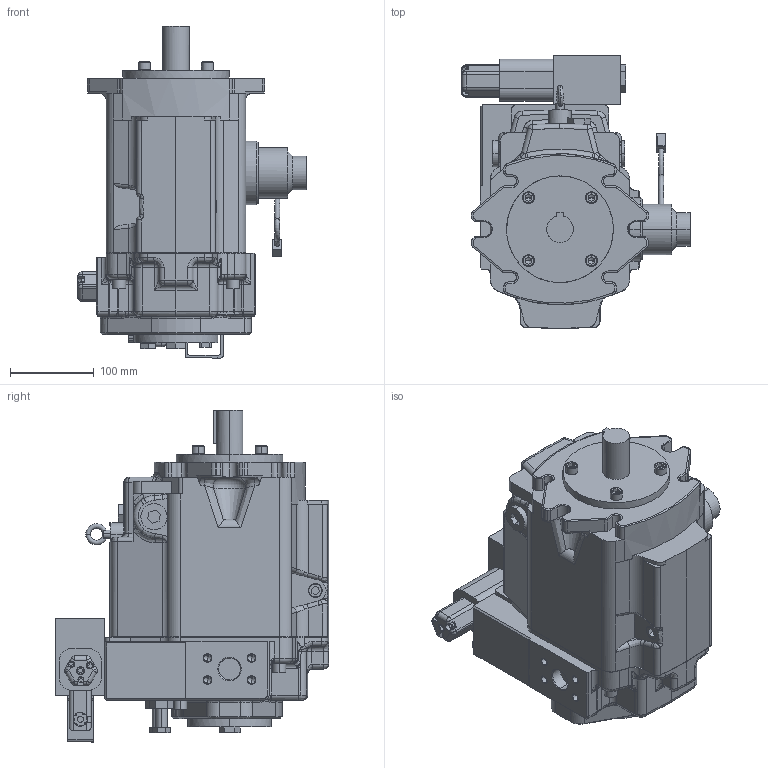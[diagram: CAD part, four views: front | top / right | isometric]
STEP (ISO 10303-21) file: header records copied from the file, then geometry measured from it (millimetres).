
FILE_DESCRIPTION (( 'STEP AP203' ), '1' );
FILE_NAME ('A70FR04E_60_ASSY.STEP', '2022-02-22T09:26:36', ( '' ), ( '' ), 'SwSTEP 2.0', 'SolidWorks 2019', '' );
FILE_SCHEMA (( 'CONFIG_CONTROL_DESIGN' ));
Products named in the file (4): Prop_Valve_A70A90A145; Sensor conneecter; A70-FR04E-60; A70FR04E_60_ASSY
Assembly tree (3 placements, depth 2):
  A70FR04E_60_ASSY
    A70-FR04E-60
    Prop_Valve_A70A90A145
    Sensor conneecter
Bounding box: 271.84 x 325.5 x 395.37 mm (x, y, z)
Volume: 696359.2 mm3; surface area: 649071.7 mm2
Topology: 2 solids, 25 shells, 1553 faces, 3739 edges, 2252 vertices
Faces by surface type: plane 667, cylinder 496, cone 187, bspline 117, torus 63, sphere 23
Entity records: 67803 total; most frequent: CARTESIAN_POINT 36147, ORIENTED_EDGE 7275, DIRECTION 4994, EDGE_CURVE 3639, VERTEX_POINT 2252, B_SPLINE_CURVE_WITH_KNOTS 2014, AXIS2_PLACEMENT_3D 1968, EDGE_LOOP 1692
